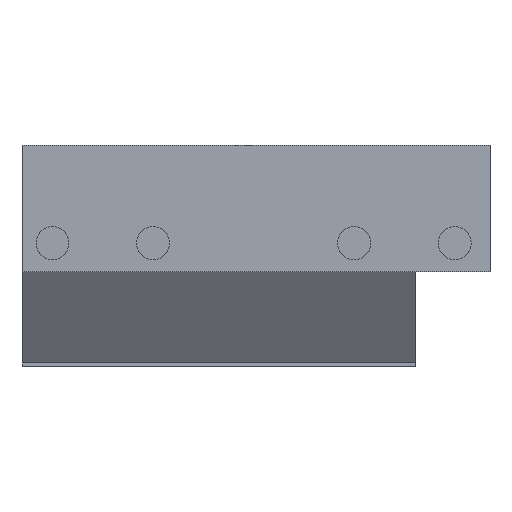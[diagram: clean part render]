
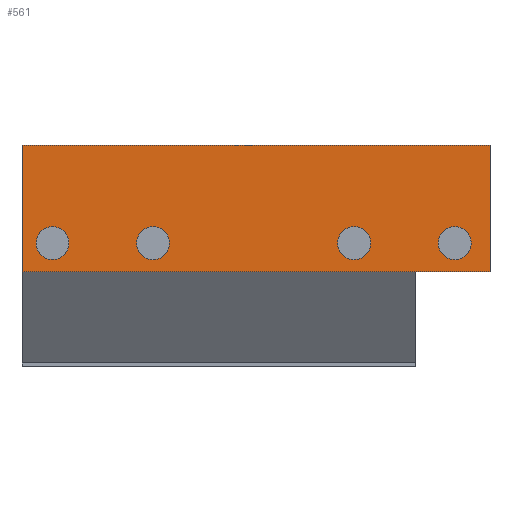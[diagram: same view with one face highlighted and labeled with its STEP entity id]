
A CAD part, left-side view. The second image highlights one B-rep face of the part: STEP entity #561.
In plain terms, the highlighted planar face has unit normal (-1, 0, 0).
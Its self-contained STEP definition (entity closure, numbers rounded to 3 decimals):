
#27=FACE_BOUND('',#121,.T.);
#28=FACE_BOUND('',#122,.T.);
#29=FACE_BOUND('',#123,.T.);
#30=FACE_BOUND('',#124,.T.);
#44=PLANE('',#633);
#78=FACE_OUTER_BOUND('',#120,.T.);
#120=EDGE_LOOP('',(#456,#457,#458,#459));
#121=EDGE_LOOP('',(#460));
#122=EDGE_LOOP('',(#461));
#123=EDGE_LOOP('',(#462));
#124=EDGE_LOOP('',(#463));
#161=LINE('',#911,#207);
#171=LINE('',#930,#217);
#176=LINE('',#940,#222);
#183=LINE('',#954,#229);
#207=VECTOR('',#730,10.);
#217=VECTOR('',#744,10.);
#222=VECTOR('',#753,10.);
#229=VECTOR('',#768,10.);
#241=CIRCLE('',#607,0.9);
#243=CIRCLE('',#611,0.9);
#245=CIRCLE('',#615,0.9);
#247=CIRCLE('',#619,0.9);
#267=VERTEX_POINT('',#861);
#269=VERTEX_POINT('',#868);
#271=VERTEX_POINT('',#875);
#273=VERTEX_POINT('',#882);
#283=VERTEX_POINT('',#908);
#284=VERTEX_POINT('',#910);
#291=VERTEX_POINT('',#928);
#294=VERTEX_POINT('',#938);
#316=EDGE_CURVE('',#267,#267,#241,.T.);
#319=EDGE_CURVE('',#269,#269,#243,.T.);
#322=EDGE_CURVE('',#271,#271,#245,.T.);
#325=EDGE_CURVE('',#273,#273,#247,.T.);
#337=EDGE_CURVE('',#283,#284,#161,.T.);
#347=EDGE_CURVE('',#291,#283,#171,.T.);
#352=EDGE_CURVE('',#284,#294,#176,.T.);
#359=EDGE_CURVE('',#291,#294,#183,.T.);
#456=ORIENTED_EDGE('',*,*,#347,.F.);
#457=ORIENTED_EDGE('',*,*,#359,.T.);
#458=ORIENTED_EDGE('',*,*,#352,.F.);
#459=ORIENTED_EDGE('',*,*,#337,.F.);
#460=ORIENTED_EDGE('',*,*,#316,.T.);
#461=ORIENTED_EDGE('',*,*,#319,.T.);
#462=ORIENTED_EDGE('',*,*,#322,.T.);
#463=ORIENTED_EDGE('',*,*,#325,.T.);
#561=ADVANCED_FACE('',(#78,#27,#28,#29,#30),#44,.T.);
#607=AXIS2_PLACEMENT_3D('',#863,#680,#681);
#611=AXIS2_PLACEMENT_3D('',#870,#689,#690);
#615=AXIS2_PLACEMENT_3D('',#877,#698,#699);
#619=AXIS2_PLACEMENT_3D('',#884,#707,#708);
#633=AXIS2_PLACEMENT_3D('',#953,#766,#767);
#680=DIRECTION('center_axis',(1.,0.,0.));
#681=DIRECTION('ref_axis',(0.,-1.,0.));
#689=DIRECTION('center_axis',(1.,0.,0.));
#690=DIRECTION('ref_axis',(0.,-1.,0.));
#698=DIRECTION('center_axis',(1.,0.,0.));
#699=DIRECTION('ref_axis',(0.,-1.,0.));
#707=DIRECTION('center_axis',(1.,0.,0.));
#708=DIRECTION('ref_axis',(0.,-1.,0.));
#730=DIRECTION('',(0.,0.,1.));
#744=DIRECTION('',(0.,1.,0.));
#753=DIRECTION('',(0.,-1.,0.));
#766=DIRECTION('center_axis',(-1.,0.,0.));
#767=DIRECTION('ref_axis',(0.,-1.,0.));
#768=DIRECTION('',(0.,0.,1.));
#861=CARTESIAN_POINT('',(0.,2.83,1.552));
#863=CARTESIAN_POINT('Origin',(0.,1.93,1.552));
#868=CARTESIAN_POINT('',(0.,24.83,1.552));
#870=CARTESIAN_POINT('Origin',(0.,23.93,1.552));
#875=CARTESIAN_POINT('',(0.,8.33,1.552));
#877=CARTESIAN_POINT('Origin',(0.,7.43,1.552));
#882=CARTESIAN_POINT('',(0.,19.33,1.552));
#884=CARTESIAN_POINT('Origin',(0.,18.43,1.552));
#908=CARTESIAN_POINT('',(0.,25.6,0.));
#910=CARTESIAN_POINT('',(0.,25.6,6.9));
#911=CARTESIAN_POINT('',(0.,25.6,0.));
#928=CARTESIAN_POINT('',(0.,0.,0.));
#930=CARTESIAN_POINT('',(0.,0.,0.));
#938=CARTESIAN_POINT('',(0.,0.,6.9));
#940=CARTESIAN_POINT('',(0.,0.,6.9));
#953=CARTESIAN_POINT('Origin',(0.,25.6,0.));
#954=CARTESIAN_POINT('',(0.,0.,0.));
